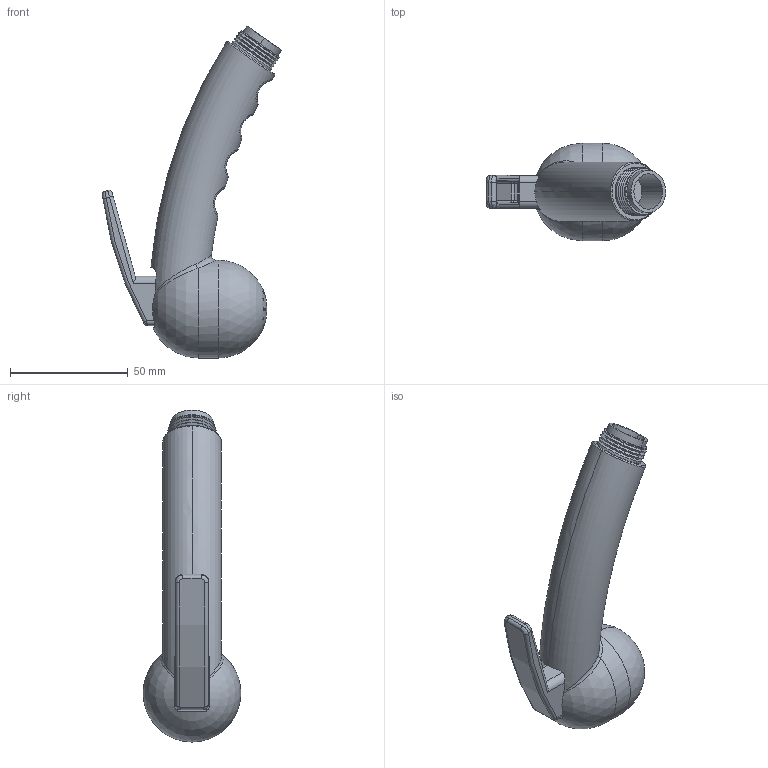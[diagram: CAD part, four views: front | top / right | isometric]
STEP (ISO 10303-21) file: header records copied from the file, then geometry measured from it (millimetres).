
FILE_DESCRIPTION((''),'2;1');
FILE_NAME('DC5028001CR','2020-06-24T13:08:59',('carloff'),(''),'CREO PARAMETRIC BY PTC INC, 2018100','CREO PARAMETRIC BY PTC INC, 2018100','');
FILE_SCHEMA(('CONFIG_CONTROL_DESIGN'));
Length unit declared in the file: millimetre
Products named in the file (1): DC5028001CR
Bounding box: 76.12 x 41.5 x 140.93 mm (x, y, z)
Volume: 98302.3 mm3; surface area: 20076 mm2
Topology: 1 solids, 1 shells, 185 faces, 413 edges, 253 vertices
Faces by surface type: cylinder 88, plane 44, bspline 22, cone 18, torus 8, sphere 5
Entity records: 7779 total; most frequent: CARTESIAN_POINT 3795, ORIENTED_EDGE 822, DIRECTION 803, EDGE_CURVE 411, AXIS2_PLACEMENT_3D 333, VERTEX_POINT 253, EDGE_LOOP 210, FACE_OUTER_BOUND 185
